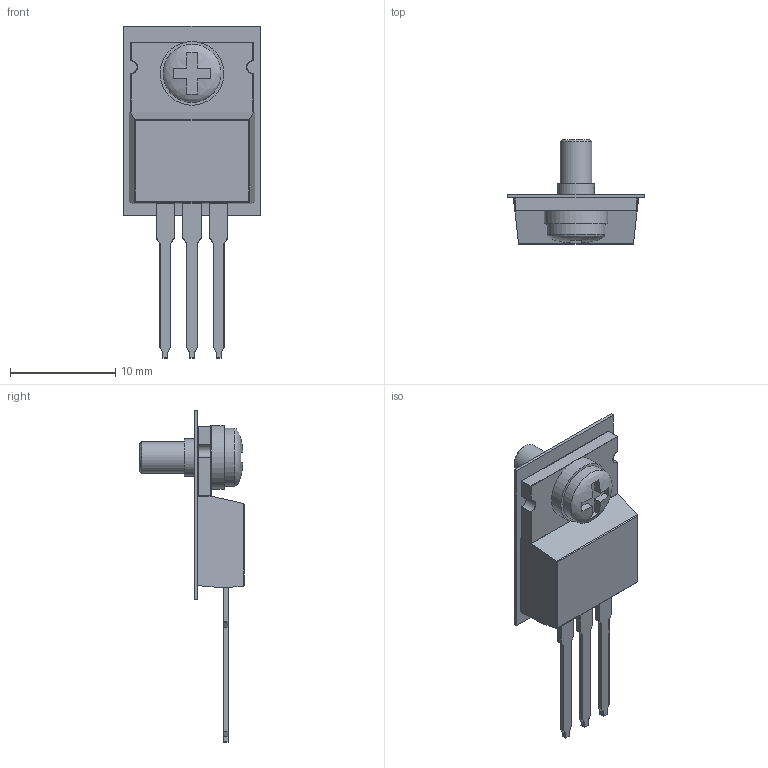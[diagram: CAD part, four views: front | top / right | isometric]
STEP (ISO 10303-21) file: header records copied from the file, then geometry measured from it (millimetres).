
FILE_DESCRIPTION(/* description */ ('STEP AP214'),/* implementation_level */ '2;1');
FILE_NAME(/* name */ '60a1a6392445a70f19eedff4',/* time_stamp */ '2021-05-16T23:09:46+00:00',/* author */ (''),/* organization */ (''),/* preprocessor_version */ 'ST-DEVELOPER v18.1',/* originating_system */ ' ',/* authorisation */ ' ');
FILE_SCHEMA (('AUTOMOTIVE_DESIGN {1 0 10303 214 3 1 1}'));
Length unit declared in the file: metre
Products named in the file (10): TO-220 Device with Insulating Hardware; TO-220 Insulating Pad; M3x8 PCR Screw; TO-220 Package <1>; Document; Insulating Bush
Assembly tree (9 placements, depth 3):
  TO-220 Device with Insulating Hardware
    TO-220 Insulating Pad
    M3x8 PCR Screw
    TO-220 Package <1>
      Document
      Document
      Document
      Document
      Document
    Insulating Bush
Bounding box: 13 x 9.91 x 31.51 mm (x, y, z)
Volume: 714.6 mm3; surface area: 1594.7 mm2
Topology: 8 solids, 8 shells, 334 faces, 715 edges, 399 vertices
Faces by surface type: cylinder 139, plane 101, sphere 60, torus 32, bspline 1, cone 1
Full cylindrical faces by diameter (mm): 3 x1, 3.08 x1, 3.53 x1, 3.54 x1, 3.6 x1, 5.5 x1, 6.05 x1
Entity records: 9309 total; most frequent: CARTESIAN_POINT 1763, DIRECTION 1601, ORIENTED_EDGE 1404, EDGE_CURVE 702, AXIS2_PLACEMENT_3D 617, VERTEX_POINT 397, LINE 367, VECTOR 367
